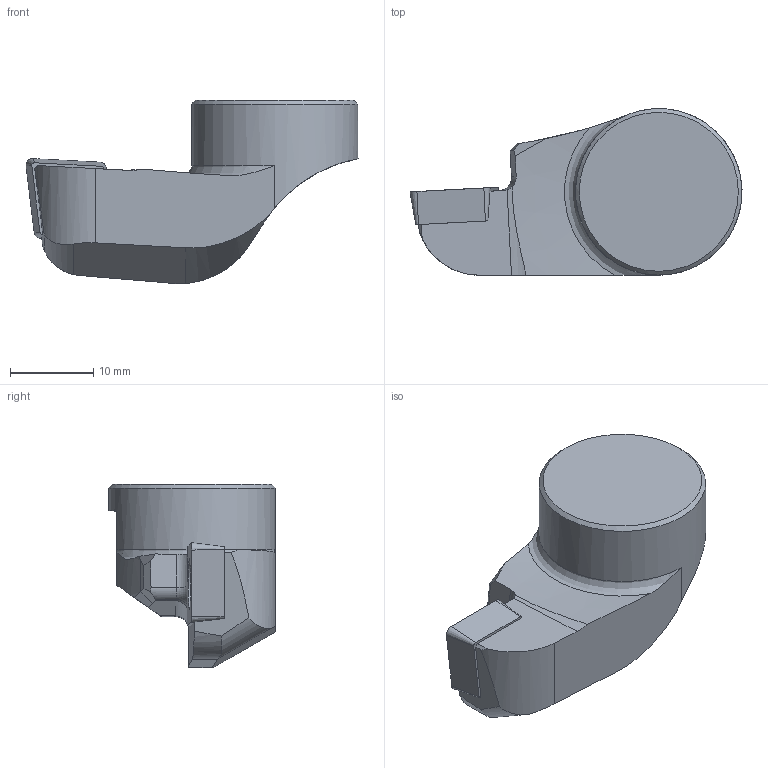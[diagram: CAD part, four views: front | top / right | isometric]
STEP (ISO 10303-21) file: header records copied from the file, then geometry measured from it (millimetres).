
FILE_DESCRIPTION(/* description */ (''),/* implementation_level */ '2;1');
FILE_NAME(/* name */ '1720069996531.stp',/* time_stamp */ '2024-07-04T07:13:20+02:00',/* author */ (''),/* organization */ ('SMS'),/* preprocessor_version */ 'ST-DEVELOPER v16.7',/* originating_system */ 'SIEMENS PLM Software NX 12.0',/* authorisation */ '');
FILE_SCHEMA (('AUTOMOTIVE_DESIGN { 1 0 10303 214 3 1 1 1 }'));
Length unit declared in the file: millimetre
Products named in the file (4): ASSEMBLY_CONSTRUCTION; IsoTurningInsert; 205401244mod000_00; 205401245mod000_00
Assembly tree (3 placements, depth 2):
  205401245mod000_00
    205401244mod000_00
    IsoTurningInsert
    ASSEMBLY_CONSTRUCTION
Bounding box: 39.87 x 19.98 x 22.01 mm (x, y, z)
Volume: 6593.4 mm3; surface area: 2781.2 mm2
Topology: 2 solids, 2 shells, 67 faces, 177 edges, 120 vertices
Faces by surface type: plane 31, cylinder 19, torus 8, cone 7, bspline 2
Full cylindrical faces by diameter (mm): 4.4 x2, 20 x1
Entity records: 2577 total; most frequent: CARTESIAN_POINT 547, DIRECTION 336, ORIENTED_EDGE 324, EDGE_CURVE 162, AXIS2_PLACEMENT_3D 129, VERTEX_POINT 110, EDGE_LOOP 80, LINE 78
